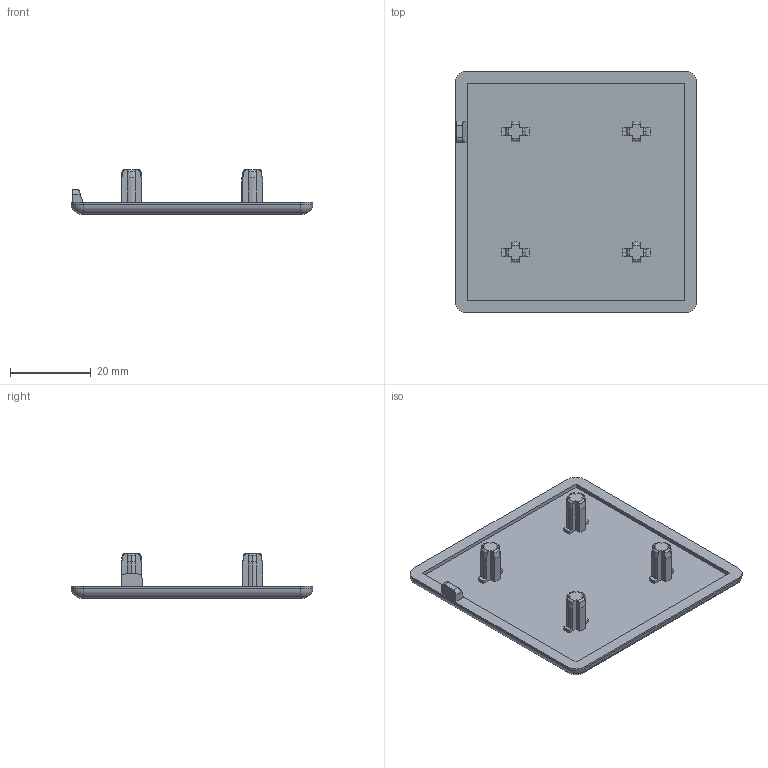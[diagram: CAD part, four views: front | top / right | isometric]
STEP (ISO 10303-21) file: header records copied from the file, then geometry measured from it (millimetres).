
FILE_DESCRIPTION (( 'STEP AP214' ), '1' );
FILE_NAME ('091186.STEP', '2014-05-27T09:41:48', ( '' ), ( '' ), 'SwSTEP 2.0', 'SolidWorks 2014', '' );
FILE_SCHEMA (( 'AUTOMOTIVE_DESIGN' ));
Length unit declared in the file: millimetre
Products named in the file (1): 091186
Bounding box: 60 x 60 x 11 mm (x, y, z)
Volume: 8168.3 mm3; surface area: 8569.8 mm2
Topology: 1 solids, 1 shells, 146 faces, 403 edges, 264 vertices
Faces by surface type: plane 60, cylinder 42, torus 24, cone 20
Entity records: 4863 total; most frequent: CARTESIAN_POINT 1108, ORIENTED_EDGE 806, DIRECTION 765, EDGE_CURVE 403, AXIS2_PLACEMENT_3D 281, VERTEX_POINT 264, LINE 203, VECTOR 203
